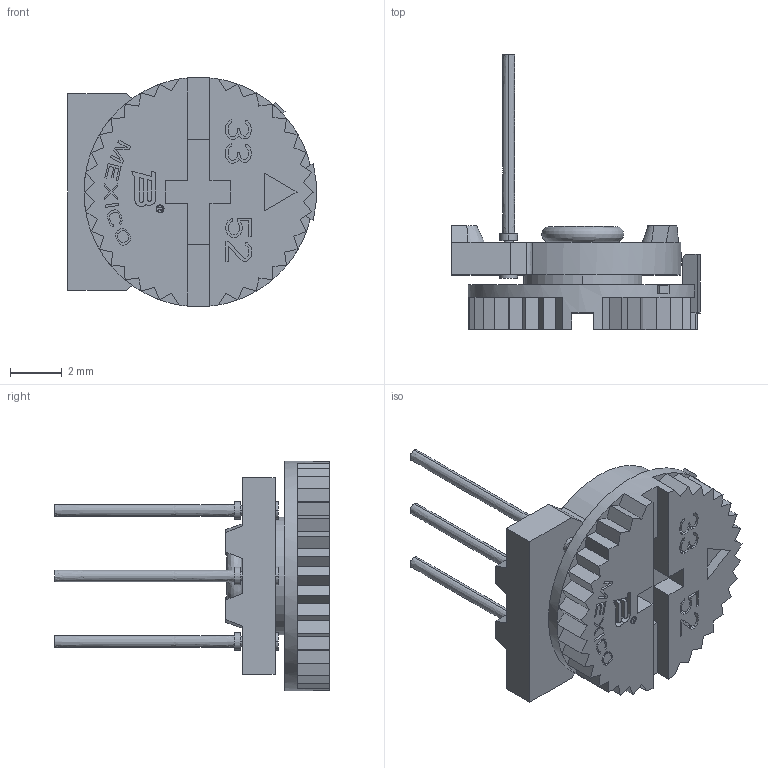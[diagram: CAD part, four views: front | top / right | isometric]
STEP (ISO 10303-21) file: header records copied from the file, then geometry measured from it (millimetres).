
FILE_DESCRIPTION((''),'2;1');
FILE_NAME('3352P_ASM','2012-02-29T',('minhn'),('Bourns, Inc.'),'PRO/ENGINEER BY PARAMETRIC TECHNOLOGY CORPORATION, 2001200','PRO/ENGINEER BY PARAMETRIC TECHNOLOGY CORPORATION, 2001200','');
FILE_SCHEMA(('AUTOMOTIVE_DESIGN_CC2 { 1 2 10303 214 -1 1 5 2 }'));
Length unit declared in the file: inch
Products named in the file (2): 34880-05600; 3352P_ASM
Assembly tree (1 placements, depth 2):
  3352P_ASM
    34880-05600
Bounding box: 9.64 x 10.66 x 8.89 mm (x, y, z)
Volume: 186.2 mm3; surface area: 446.9 mm2
Topology: 1 solids, 3 shells, 597 faces, 1600 edges, 1047 vertices
Faces by surface type: bspline 597
Entity records: 20104 total; most frequent: CARTESIAN_POINT 6687, ORIENTED_EDGE 3200, DIRECTION 1787, EDGE_CURVE 1600, VECTOR 1415, LINE 1415, VERTEX_POINT 1047, EDGE_LOOP 639
